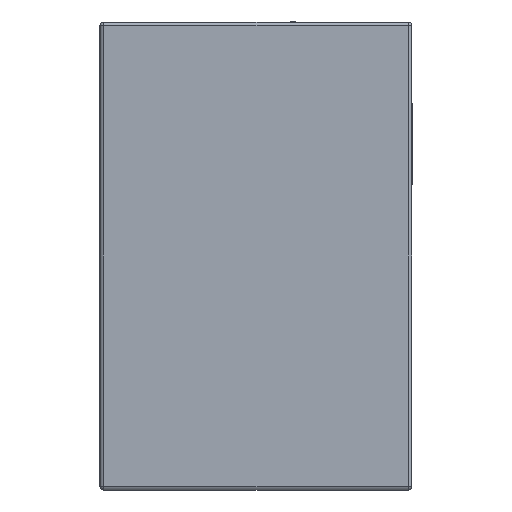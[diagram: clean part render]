
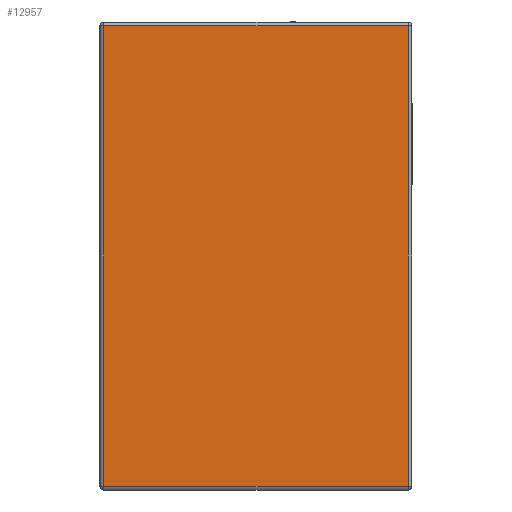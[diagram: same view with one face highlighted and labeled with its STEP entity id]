
A CAD part, left-side view. The second image highlights one B-rep face of the part: STEP entity #12957.
In plain terms, the highlighted planar face has unit normal (-1, 0, 0).
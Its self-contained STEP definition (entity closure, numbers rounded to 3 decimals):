
#128 = VERTEX_POINT ( 'NONE', #3709 ) ;
#1311 = DIRECTION ( 'NONE',  ( 0., 1., 0. ) ) ;
#2975 = EDGE_CURVE ( 'NONE', #128, #12136, #16059, .T. ) ;
#3709 = CARTESIAN_POINT ( 'NONE',  ( 0., 0.1, -11.9 ) ) ;
#4304 = DIRECTION ( 'NONE',  ( 0., 0., -1. ) ) ;
#4899 = CARTESIAN_POINT ( 'NONE',  ( 0., 8., -11.9 ) ) ;
#5000 = EDGE_CURVE ( 'NONE', #12136, #7728, #8745, .T. ) ;
#5020 = EDGE_CURVE ( 'NONE', #7728, #12659, #13982, .T. ) ;
#5573 = CARTESIAN_POINT ( 'NONE',  ( 0., 0.1, 0. ) ) ;
#6089 = CARTESIAN_POINT ( 'NONE',  ( 0., 0.1, -0.1 ) ) ;
#6629 = VECTOR ( 'NONE', #1311, 1000. ) ;
#7477 = CARTESIAN_POINT ( 'NONE',  ( 0., 8., -0.1 ) ) ;
#7728 = VERTEX_POINT ( 'NONE', #14331 ) ;
#8257 = ORIENTED_EDGE ( 'NONE', *, *, #5000, .T. ) ;
#8745 = LINE ( 'NONE', #7477, #6629 ) ;
#8936 = ORIENTED_EDGE ( 'NONE', *, *, #5020, .T. ) ;
#9713 = CARTESIAN_POINT ( 'NONE',  ( 0., 7.9, -11.9 ) ) ;
#10058 = DIRECTION ( 'NONE',  ( 0., -1., 0. ) ) ;
#10727 = PLANE ( 'NONE',  #11782 ) ;
#11221 = VECTOR ( 'NONE', #12631, 1000. ) ;
#11327 = LINE ( 'NONE', #4899, #15279 ) ;
#11782 = AXIS2_PLACEMENT_3D ( 'NONE', #15890, #15720, #4304 ) ;
#11994 = FACE_OUTER_BOUND ( 'NONE', #12103, .T. ) ;
#12103 = EDGE_LOOP ( 'NONE', ( #8936, #13044, #15139, #8257 ) ) ;
#12136 = VERTEX_POINT ( 'NONE', #6089 ) ;
#12239 = EDGE_CURVE ( 'NONE', #12659, #128, #11327, .T. ) ;
#12631 = DIRECTION ( 'NONE',  ( 0., 0., -1. ) ) ;
#12659 = VERTEX_POINT ( 'NONE', #9713 ) ;
#12957 = ADVANCED_FACE ( 'NONE', ( #11994 ), #10727, .F. ) ;
#13044 = ORIENTED_EDGE ( 'NONE', *, *, #12239, .T. ) ;
#13982 = LINE ( 'NONE', #14067, #11221 ) ;
#14067 = CARTESIAN_POINT ( 'NONE',  ( 0., 7.9, 0. ) ) ;
#14331 = CARTESIAN_POINT ( 'NONE',  ( 0., 7.9, -0.1 ) ) ;
#15139 = ORIENTED_EDGE ( 'NONE', *, *, #2975, .T. ) ;
#15279 = VECTOR ( 'NONE', #10058, 1000. ) ;
#15719 = DIRECTION ( 'NONE',  ( 0., 0., 1. ) ) ;
#15720 = DIRECTION ( 'NONE',  ( 1., 0., 0. ) ) ;
#15890 = CARTESIAN_POINT ( 'NONE',  ( 0., 8., 0. ) ) ;
#16030 = VECTOR ( 'NONE', #15719, 1000. ) ;
#16059 = LINE ( 'NONE', #5573, #16030 ) ;
